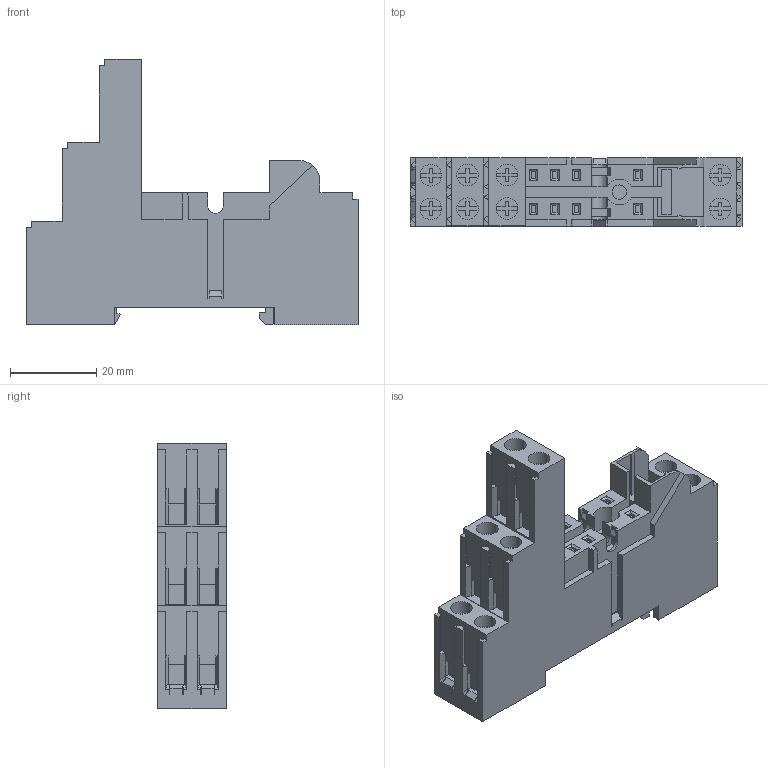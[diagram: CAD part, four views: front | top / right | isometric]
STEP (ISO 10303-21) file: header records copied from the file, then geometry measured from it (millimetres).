
FILE_DESCRIPTION(/* description */ (''),/* implementation_level */ '2;1');
FILE_NAME(/* name */ 'c_yrt78626--_3d.stp',/* time_stamp */ '2020-03-09T16:54:04+01:00',/* author */ ('f.bogacz'),/* organization */ (''),/* preprocessor_version */ 'ST-DEVELOPER v17.2',/* originating_system */ 'AutoCAD Mechanical',/* authorisation */ '');
FILE_SCHEMA (('AUTOMOTIVE_DESIGN { 1 0 10303 214 3 1 1 }'));
Length unit declared in the file: millimetre
Products named in the file (2): Product; YRT78626--
Assembly tree (1 placements, depth 2):
  Product
    YRT78626--
Bounding box: 77 x 15.8 x 61.5 mm (x, y, z)
Volume: 35985.1 mm3; surface area: 12659 mm2
Topology: 1 solids, 1 shells, 543 faces, 1482 edges, 962 vertices
Faces by surface type: plane 512, cylinder 31
Entity records: 16831 total; most frequent: CARTESIAN_POINT 2990, ORIENTED_EDGE 2964, DIRECTION 2670, EDGE_CURVE 1482, LINE 1386, VECTOR 1386, VERTEX_POINT 962, AXIS2_PLACEMENT_3D 642
